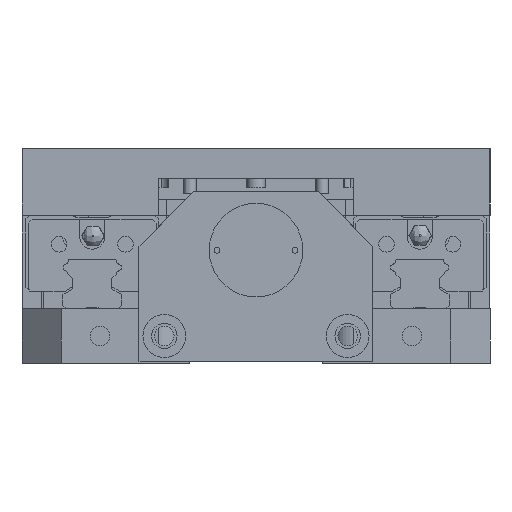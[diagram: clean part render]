
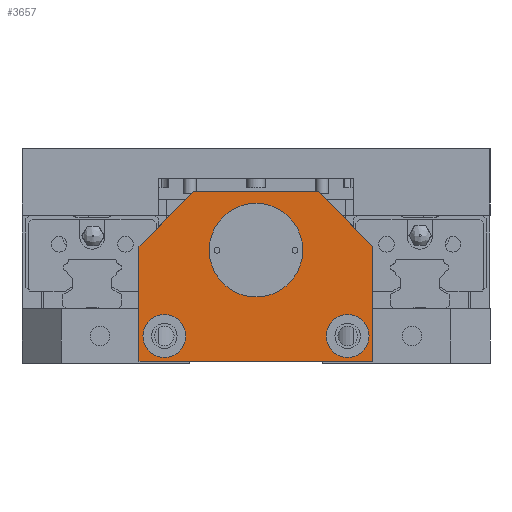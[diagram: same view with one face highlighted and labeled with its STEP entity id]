
A CAD part, left-side view. The second image highlights one B-rep face of the part: STEP entity #3657.
In plain terms, the highlighted planar face has unit normal (-1, 0, 0).
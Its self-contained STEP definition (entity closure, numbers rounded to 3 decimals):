
#68 = DIRECTION ( 'NONE',  ( 0., -1., 0. ) ) ;
#207 = EDGE_CURVE ( 'NONE', #26632, #23687, #16576, .T. ) ;
#320 = CARTESIAN_POINT ( 'NONE',  ( -150., 0., 29. ) ) ;
#1116 = VERTEX_POINT ( 'NONE', #15015 ) ;
#1657 = CARTESIAN_POINT ( 'NONE',  ( -150., 23., 37. ) ) ;
#1976 = EDGE_LOOP ( 'NONE', ( #21925, #14302 ) ) ;
#2050 = DIRECTION ( 'NONE',  ( 0., -1., 0. ) ) ;
#2071 = VECTOR ( 'NONE', #26235, 1000. ) ;
#2072 = EDGE_CURVE ( 'NONE', #1116, #26524, #15490, .T. ) ;
#2213 = FACE_BOUND ( 'NONE', #1976, .T. ) ;
#2443 = ORIENTED_EDGE ( 'NONE', *, *, #3279, .F. ) ;
#2959 = EDGE_CURVE ( 'NONE', #21840, #18684, #8235, .T. ) ;
#3043 = EDGE_CURVE ( 'NONE', #21366, #27568, #18904, .T. ) ;
#3166 = VECTOR ( 'NONE', #24706, 1000. ) ;
#3279 = EDGE_CURVE ( 'NONE', #20299, #11104, #5219, .T. ) ;
#3428 = DIRECTION ( 'NONE',  ( 0., -1., 0. ) ) ;
#3568 = DIRECTION ( 'NONE',  ( -1., 0., 0. ) ) ;
#3657 = ADVANCED_FACE ( 'NONE', ( #2213, #9498, #24161, #17209 ), #17013, .T. ) ;
#3922 = CARTESIAN_POINT ( 'NONE',  ( -150., 30., 30. ) ) ;
#4114 = AXIS2_PLACEMENT_3D ( 'NONE', #320, #25598, #6646 ) ;
#4446 = DIRECTION ( 'NONE',  ( -1., 0., 0. ) ) ;
#4459 = CARTESIAN_POINT ( 'NONE',  ( -150., -18., 7. ) ) ;
#4717 = CARTESIAN_POINT ( 'NONE',  ( -150., -30., 0.5 ) ) ;
#5219 = CIRCLE ( 'NONE', #23822, 5.5 ) ;
#5550 = CARTESIAN_POINT ( 'NONE',  ( -150., -23.5, 7. ) ) ;
#5621 = AXIS2_PLACEMENT_3D ( 'NONE', #14786, #14597, #68 ) ;
#5711 = CARTESIAN_POINT ( 'NONE',  ( -150., -30., 30. ) ) ;
#5827 = LINE ( 'NONE', #23549, #13467 ) ;
#5952 = AXIS2_PLACEMENT_3D ( 'NONE', #26376, #22184, #22272 ) ;
#6646 = DIRECTION ( 'NONE',  ( 0., -1., 0. ) ) ;
#6733 = AXIS2_PLACEMENT_3D ( 'NONE', #10560, #4446, #16924 ) ;
#6814 = ORIENTED_EDGE ( 'NONE', *, *, #3043, .T. ) ;
#7392 = DIRECTION ( 'NONE',  ( 0., 0., 1. ) ) ;
#7410 = VECTOR ( 'NONE', #7392, 1000. ) ;
#7635 = AXIS2_PLACEMENT_3D ( 'NONE', #8277, #10406, #2050 ) ;
#7914 = CARTESIAN_POINT ( 'NONE',  ( -150., 30., 0.5 ) ) ;
#8235 = CIRCLE ( 'NONE', #5621, 12. ) ;
#8277 = CARTESIAN_POINT ( 'NONE',  ( -150., 23.5, 7. ) ) ;
#9126 = CARTESIAN_POINT ( 'NONE',  ( -150., -30., 0.5 ) ) ;
#9138 = EDGE_LOOP ( 'NONE', ( #12003, #27344 ) ) ;
#9195 = VECTOR ( 'NONE', #10271, 1000. ) ;
#9400 = LINE ( 'NONE', #4717, #7410 ) ;
#9441 = CARTESIAN_POINT ( 'NONE',  ( -150., 12., 29. ) ) ;
#9498 = FACE_BOUND ( 'NONE', #17828, .T. ) ;
#9825 = CARTESIAN_POINT ( 'NONE',  ( -150., -12., 29. ) ) ;
#9900 = ORIENTED_EDGE ( 'NONE', *, *, #10872, .T. ) ;
#10233 = EDGE_CURVE ( 'NONE', #12244, #25442, #13179, .T. ) ;
#10253 = ORIENTED_EDGE ( 'NONE', *, *, #2072, .T. ) ;
#10271 = DIRECTION ( 'NONE',  ( 0., 0.707, 0.707 ) ) ;
#10406 = DIRECTION ( 'NONE',  ( -1., 0., 0. ) ) ;
#10560 = CARTESIAN_POINT ( 'NONE',  ( -150., 30., 44. ) ) ;
#10723 = EDGE_LOOP ( 'NONE', ( #14748, #6814, #11969, #10253, #9900, #21983 ) ) ;
#10872 = EDGE_CURVE ( 'NONE', #26524, #12244, #5827, .T. ) ;
#11104 = VERTEX_POINT ( 'NONE', #18195 ) ;
#11165 = CARTESIAN_POINT ( 'NONE',  ( -150., -30., 44. ) ) ;
#11963 = EDGE_CURVE ( 'NONE', #27568, #1116, #21711, .T. ) ;
#11969 = ORIENTED_EDGE ( 'NONE', *, *, #11963, .T. ) ;
#12003 = ORIENTED_EDGE ( 'NONE', *, *, #17150, .F. ) ;
#12244 = VERTEX_POINT ( 'NONE', #7914 ) ;
#12704 = CARTESIAN_POINT ( 'NONE',  ( -150., 7., 67. ) ) ;
#13179 = LINE ( 'NONE', #25661, #16864 ) ;
#13467 = VECTOR ( 'NONE', #17081, 1000. ) ;
#13919 = CIRCLE ( 'NONE', #19452, 5.5 ) ;
#14302 = ORIENTED_EDGE ( 'NONE', *, *, #17484, .F. ) ;
#14597 = DIRECTION ( 'NONE',  ( -1., 0., 0. ) ) ;
#14748 = ORIENTED_EDGE ( 'NONE', *, *, #22189, .T. ) ;
#14786 = CARTESIAN_POINT ( 'NONE',  ( -150., 0., 29. ) ) ;
#15015 = CARTESIAN_POINT ( 'NONE',  ( -150., 16., 44. ) ) ;
#15490 = LINE ( 'NONE', #1657, #3166 ) ;
#16400 = EDGE_CURVE ( 'NONE', #11104, #20299, #17314, .T. ) ;
#16576 = CIRCLE ( 'NONE', #5952, 5.5 ) ;
#16664 = CARTESIAN_POINT ( 'NONE',  ( -150., -29., 7. ) ) ;
#16864 = VECTOR ( 'NONE', #21574, 1000. ) ;
#16924 = DIRECTION ( 'NONE',  ( 0., -1., 0. ) ) ;
#17013 = PLANE ( 'NONE',  #6733 ) ;
#17081 = DIRECTION ( 'NONE',  ( 0., 0., -1. ) ) ;
#17150 = EDGE_CURVE ( 'NONE', #23687, #26632, #13919, .T. ) ;
#17209 = FACE_OUTER_BOUND ( 'NONE', #10723, .T. ) ;
#17314 = CIRCLE ( 'NONE', #7635, 5.5 ) ;
#17484 = EDGE_CURVE ( 'NONE', #18684, #21840, #25553, .T. ) ;
#17828 = EDGE_LOOP ( 'NONE', ( #2443, #21795 ) ) ;
#18195 = CARTESIAN_POINT ( 'NONE',  ( -150., 29., 7. ) ) ;
#18313 = DIRECTION ( 'NONE',  ( -1., 0., 0. ) ) ;
#18463 = CARTESIAN_POINT ( 'NONE',  ( -150., 23.5, 7. ) ) ;
#18491 = CARTESIAN_POINT ( 'NONE',  ( -150., 18., 7. ) ) ;
#18684 = VERTEX_POINT ( 'NONE', #9441 ) ;
#18904 = LINE ( 'NONE', #12704, #9195 ) ;
#19452 = AXIS2_PLACEMENT_3D ( 'NONE', #5550, #18313, #3428 ) ;
#20299 = VERTEX_POINT ( 'NONE', #18491 ) ;
#21366 = VERTEX_POINT ( 'NONE', #5711 ) ;
#21574 = DIRECTION ( 'NONE',  ( 0., -1., 0. ) ) ;
#21711 = LINE ( 'NONE', #11165, #2071 ) ;
#21795 = ORIENTED_EDGE ( 'NONE', *, *, #16400, .F. ) ;
#21840 = VERTEX_POINT ( 'NONE', #9825 ) ;
#21925 = ORIENTED_EDGE ( 'NONE', *, *, #2959, .F. ) ;
#21983 = ORIENTED_EDGE ( 'NONE', *, *, #10233, .T. ) ;
#22184 = DIRECTION ( 'NONE',  ( -1., 0., 0. ) ) ;
#22189 = EDGE_CURVE ( 'NONE', #25442, #21366, #9400, .T. ) ;
#22272 = DIRECTION ( 'NONE',  ( 0., -1., 0. ) ) ;
#23549 = CARTESIAN_POINT ( 'NONE',  ( -150., 30., 0.5 ) ) ;
#23687 = VERTEX_POINT ( 'NONE', #16664 ) ;
#23822 = AXIS2_PLACEMENT_3D ( 'NONE', #18463, #3568, #27084 ) ;
#24161 = FACE_BOUND ( 'NONE', #9138, .T. ) ;
#24706 = DIRECTION ( 'NONE',  ( 0., 0.707, -0.707 ) ) ;
#25442 = VERTEX_POINT ( 'NONE', #9126 ) ;
#25473 = CARTESIAN_POINT ( 'NONE',  ( -150., -16., 44. ) ) ;
#25553 = CIRCLE ( 'NONE', #4114, 12. ) ;
#25598 = DIRECTION ( 'NONE',  ( -1., 0., 0. ) ) ;
#25661 = CARTESIAN_POINT ( 'NONE',  ( -150., -30., 0.5 ) ) ;
#26235 = DIRECTION ( 'NONE',  ( 0., 1., 0. ) ) ;
#26376 = CARTESIAN_POINT ( 'NONE',  ( -150., -23.5, 7. ) ) ;
#26524 = VERTEX_POINT ( 'NONE', #3922 ) ;
#26632 = VERTEX_POINT ( 'NONE', #4459 ) ;
#27084 = DIRECTION ( 'NONE',  ( 0., -1., 0. ) ) ;
#27344 = ORIENTED_EDGE ( 'NONE', *, *, #207, .F. ) ;
#27568 = VERTEX_POINT ( 'NONE', #25473 ) ;
